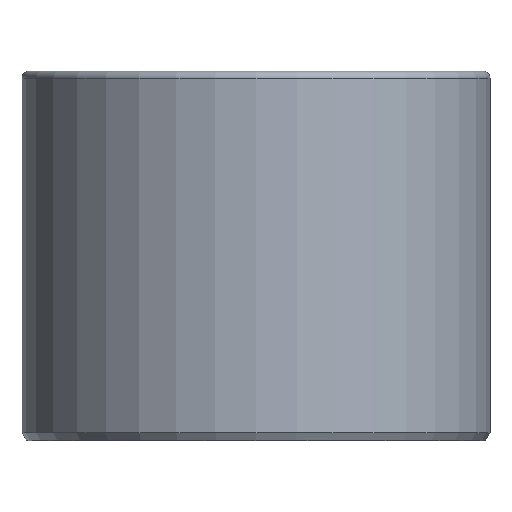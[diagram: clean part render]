
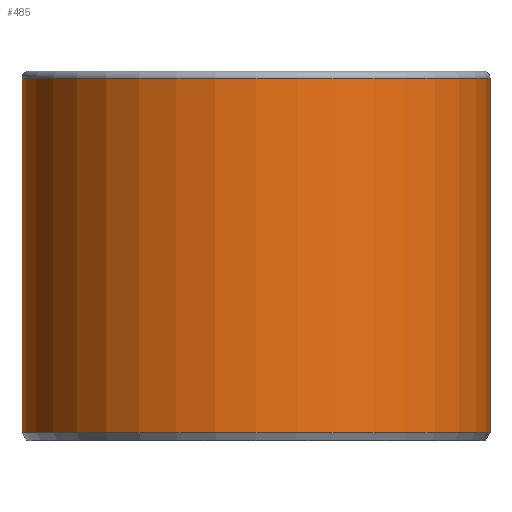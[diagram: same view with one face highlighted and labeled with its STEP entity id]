
A CAD part, front view. The second image highlights one B-rep face of the part: STEP entity #485.
In plain terms, the highlighted cylindrical face has radius 50 mm (diameter 100 mm), a full revolution.
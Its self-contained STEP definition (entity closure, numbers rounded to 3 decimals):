
#416 = TOROIDAL_SURFACE('',#417,48.5,1.5);
#417 = AXIS2_PLACEMENT_3D('',#418,#419,#420);
#418 = CARTESIAN_POINT('',(0.,0.,77.5));
#419 = DIRECTION('',(0.,0.,1.));
#420 = DIRECTION('',(-1.,0.,0.));
#438 = VERTEX_POINT('',#439);
#439 = CARTESIAN_POINT('',(-50.,0.,77.5));
#459 = EDGE_CURVE('',#438,#438,#460,.T.);
#460 = SURFACE_CURVE('',#461,(#466,#472),.PCURVE_S1.);
#461 = CIRCLE('',#462,50.);
#462 = AXIS2_PLACEMENT_3D('',#463,#464,#465);
#463 = CARTESIAN_POINT('',(0.,0.,77.5));
#464 = DIRECTION('',(0.,0.,1.));
#465 = DIRECTION('',(-1.,0.,0.));
#466 = PCURVE('',#416,#467);
#467 = DEFINITIONAL_REPRESENTATION('',(#468),#471);
#468 = B_SPLINE_CURVE_WITH_KNOTS('',1,(#469,#470),.UNSPECIFIED.,.F.,.F.,
  (2,2),(0.,6.283),.PIECEWISE_BEZIER_KNOTS.);
#469 = CARTESIAN_POINT('',(0.,0.));
#470 = CARTESIAN_POINT('',(6.283,0.));
#471 = ( GEOMETRIC_REPRESENTATION_CONTEXT(2) 
PARAMETRIC_REPRESENTATION_CONTEXT() REPRESENTATION_CONTEXT('2D SPACE',''
  ) );
#472 = PCURVE('',#473,#478);
#473 = CYLINDRICAL_SURFACE('',#474,50.);
#474 = AXIS2_PLACEMENT_3D('',#475,#476,#477);
#475 = CARTESIAN_POINT('',(0.,0.,0.));
#476 = DIRECTION('',(0.,0.,1.));
#477 = DIRECTION('',(-1.,0.,0.));
#478 = DEFINITIONAL_REPRESENTATION('',(#479),#482);
#479 = B_SPLINE_CURVE_WITH_KNOTS('',1,(#480,#481),.UNSPECIFIED.,.F.,.F.,
  (2,2),(0.,6.283),.PIECEWISE_BEZIER_KNOTS.);
#480 = CARTESIAN_POINT('',(0.,77.5));
#481 = CARTESIAN_POINT('',(6.283,77.5));
#482 = ( GEOMETRIC_REPRESENTATION_CONTEXT(2) 
PARAMETRIC_REPRESENTATION_CONTEXT() REPRESENTATION_CONTEXT('2D SPACE',''
  ) );
#485 = ADVANCED_FACE('',(#486),#473,.T.);
#486 = FACE_BOUND('',#487,.T.);
#487 = EDGE_LOOP('',(#488,#509,#534,#535));
#488 = ORIENTED_EDGE('',*,*,#489,.F.);
#489 = EDGE_CURVE('',#490,#438,#492,.T.);
#490 = VERTEX_POINT('',#491);
#491 = CARTESIAN_POINT('',(-50.,0.,1.732));
#492 = SEAM_CURVE('',#493,(#497,#503),.PCURVE_S1.);
#493 = LINE('',#494,#495);
#494 = CARTESIAN_POINT('',(-50.,0.,0.));
#495 = VECTOR('',#496,1.);
#496 = DIRECTION('',(0.,0.,1.));
#497 = PCURVE('',#473,#498);
#498 = DEFINITIONAL_REPRESENTATION('',(#499),#502);
#499 = B_SPLINE_CURVE_WITH_KNOTS('',1,(#500,#501),.UNSPECIFIED.,.F.,.F.,
  (2,2),(1.732,77.5),.PIECEWISE_BEZIER_KNOTS.);
#500 = CARTESIAN_POINT('',(0.,1.732));
#501 = CARTESIAN_POINT('',(0.,77.5));
#502 = ( GEOMETRIC_REPRESENTATION_CONTEXT(2) 
PARAMETRIC_REPRESENTATION_CONTEXT() REPRESENTATION_CONTEXT('2D SPACE',''
  ) );
#503 = PCURVE('',#473,#504);
#504 = DEFINITIONAL_REPRESENTATION('',(#505),#508);
#505 = B_SPLINE_CURVE_WITH_KNOTS('',1,(#506,#507),.UNSPECIFIED.,.F.,.F.,
  (2,2),(1.732,77.5),.PIECEWISE_BEZIER_KNOTS.);
#506 = CARTESIAN_POINT('',(6.283,1.732));
#507 = CARTESIAN_POINT('',(6.283,77.5));
#508 = ( GEOMETRIC_REPRESENTATION_CONTEXT(2) 
PARAMETRIC_REPRESENTATION_CONTEXT() REPRESENTATION_CONTEXT('2D SPACE',''
  ) );
#509 = ORIENTED_EDGE('',*,*,#510,.T.);
#510 = EDGE_CURVE('',#490,#490,#511,.T.);
#511 = SURFACE_CURVE('',#512,(#517,#523),.PCURVE_S1.);
#512 = CIRCLE('',#513,50.);
#513 = AXIS2_PLACEMENT_3D('',#514,#515,#516);
#514 = CARTESIAN_POINT('',(0.,0.,1.732));
#515 = DIRECTION('',(0.,0.,1.));
#516 = DIRECTION('',(-1.,0.,0.));
#517 = PCURVE('',#473,#518);
#518 = DEFINITIONAL_REPRESENTATION('',(#519),#522);
#519 = B_SPLINE_CURVE_WITH_KNOTS('',1,(#520,#521),.UNSPECIFIED.,.F.,.F.,
  (2,2),(0.,6.283),.PIECEWISE_BEZIER_KNOTS.);
#520 = CARTESIAN_POINT('',(0.,1.732));
#521 = CARTESIAN_POINT('',(6.283,1.732));
#522 = ( GEOMETRIC_REPRESENTATION_CONTEXT(2) 
PARAMETRIC_REPRESENTATION_CONTEXT() REPRESENTATION_CONTEXT('2D SPACE',''
  ) );
#523 = PCURVE('',#524,#529);
#524 = CONICAL_SURFACE('',#525,50.,0.524);
#525 = AXIS2_PLACEMENT_3D('',#526,#527,#528);
#526 = CARTESIAN_POINT('',(0.,0.,1.732));
#527 = DIRECTION('',(0.,0.,1.));
#528 = DIRECTION('',(-1.,0.,0.));
#529 = DEFINITIONAL_REPRESENTATION('',(#530),#533);
#530 = B_SPLINE_CURVE_WITH_KNOTS('',1,(#531,#532),.UNSPECIFIED.,.F.,.F.,
  (2,2),(0.,6.283),.PIECEWISE_BEZIER_KNOTS.);
#531 = CARTESIAN_POINT('',(0.,0.));
#532 = CARTESIAN_POINT('',(6.283,0.));
#533 = ( GEOMETRIC_REPRESENTATION_CONTEXT(2) 
PARAMETRIC_REPRESENTATION_CONTEXT() REPRESENTATION_CONTEXT('2D SPACE',''
  ) );
#534 = ORIENTED_EDGE('',*,*,#489,.T.);
#535 = ORIENTED_EDGE('',*,*,#459,.F.);
